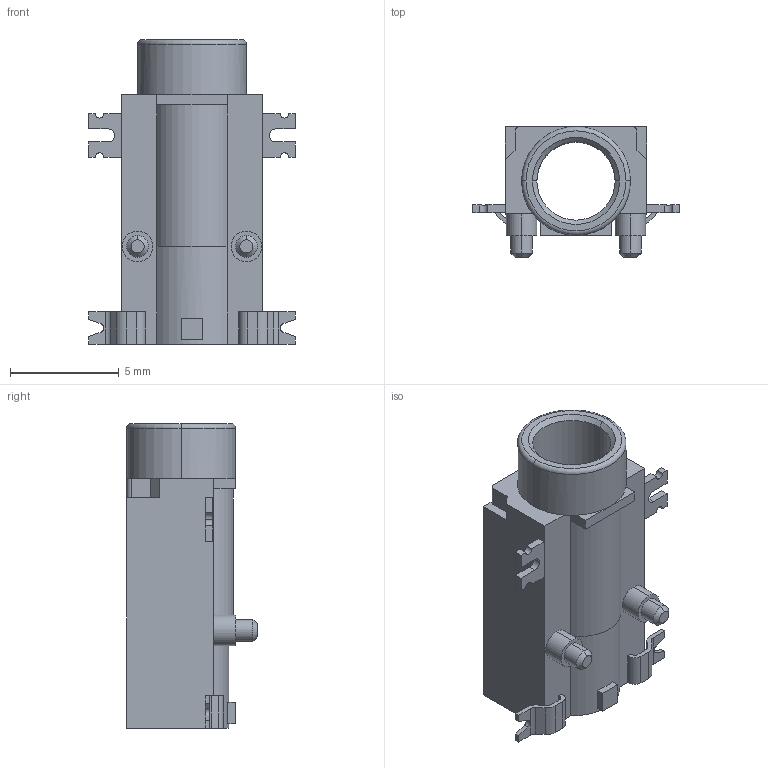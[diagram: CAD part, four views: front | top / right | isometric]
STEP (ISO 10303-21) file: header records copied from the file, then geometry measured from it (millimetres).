
FILE_DESCRIPTION (( 'STEP AP203' ), '1' );
FILE_NAME ('292J1(ŠOŒ`ƒ‚ƒfƒ‹).STEP', '2014-12-11T08:38:37', ( 'm92p' ), ( '' ), 'SwSTEP 2.0', 'SolidWorks 2014', '' );
FILE_SCHEMA (( 'CONFIG_CONTROL_DESIGN' ));
Length unit declared in the file: millimetre
Products named in the file (1): 292J1(外形モデル)
Bounding box: 9.5 x 6 x 14 mm (x, y, z)
Volume: 234.1 mm3; surface area: 532.5 mm2
Topology: 5 solids, 5 shells, 131 faces, 330 edges, 214 vertices
Faces by surface type: plane 85, cylinder 38, cone 6, torus 2
Entity records: 3987 total; most frequent: DIRECTION 688, CARTESIAN_POINT 676, ORIENTED_EDGE 660, EDGE_CURVE 330, LINE 236, VECTOR 236, AXIS2_PLACEMENT_3D 226, VERTEX_POINT 214
